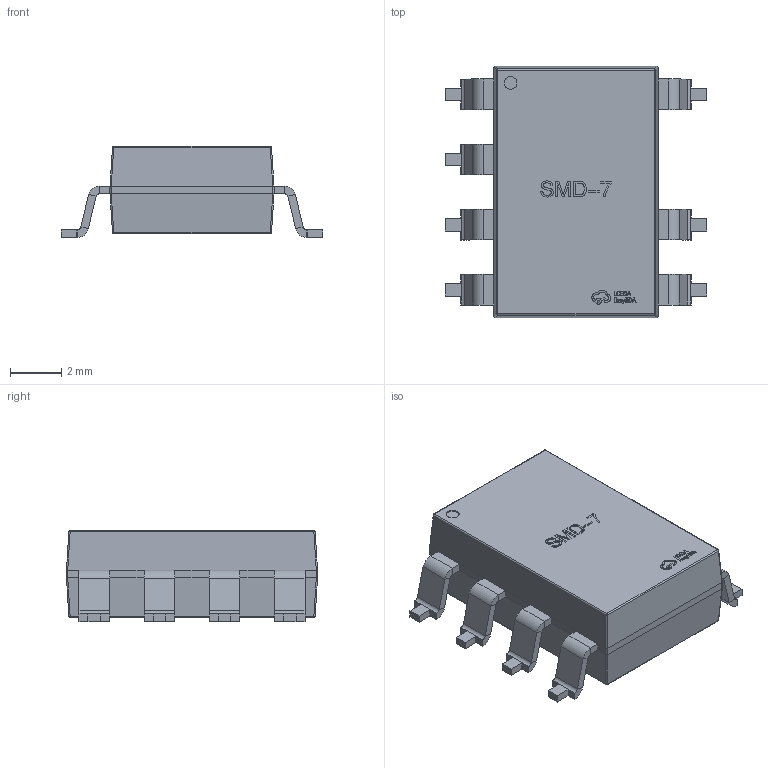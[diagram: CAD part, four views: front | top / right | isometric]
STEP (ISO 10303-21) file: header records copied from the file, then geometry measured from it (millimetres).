
FILE_DESCRIPTION (( 'STEP AP214' ), '1' );
FILE_NAME ('SMD-8_7P-L9.8-W6.4-H4.1-LS8.3-P2.54.step', '2022-07-26T08:54:38', ( '' ), ( '' ), 'SwSTEP 2.0', 'SolidWorks 2020', '' );
FILE_SCHEMA (( 'AUTOMOTIVE_DESIGN' ));
Length unit declared in the file: millimetre
Products named in the file (1): SMD-8_7P-L9.8-W6.4-H4.1-LS8.3-P2.54
Bounding box: 10.2 x 9.8 x 3.56 mm (x, y, z)
Volume: 215.1 mm3; surface area: 286.8 mm2
Topology: 14 solids, 14 shells, 583 faces, 1459 edges, 918 vertices
Faces by surface type: plane 386, bspline 139, cylinder 50, sphere 8
Entity records: 25088 total; most frequent: CARTESIAN_POINT 6516, ORIENTED_EDGE 2918, DIRECTION 2143, EDGE_CURVE 1459, VECTOR 1085, LINE 1085, VERTEX_POINT 918, EDGE_LOOP 609
